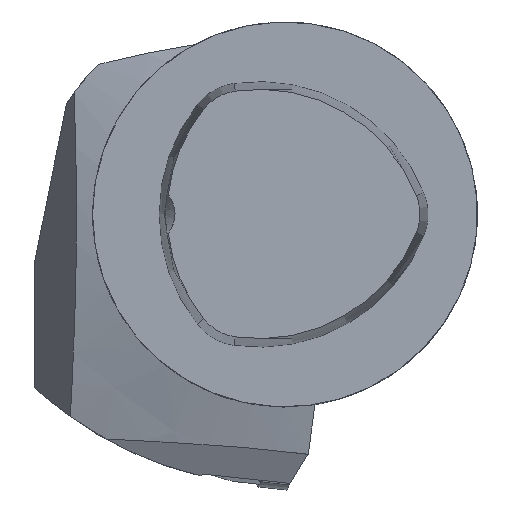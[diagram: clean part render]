
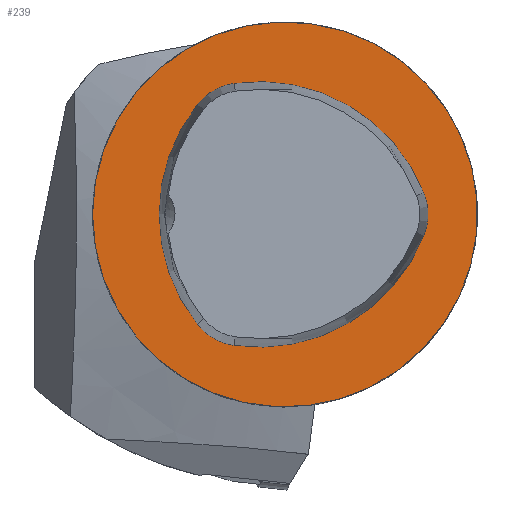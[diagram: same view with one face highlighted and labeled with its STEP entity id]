
A CAD part, top view. The second image highlights one B-rep face of the part: STEP entity #239.
In plain terms, the highlighted planar face has unit normal (0, 0, 1).
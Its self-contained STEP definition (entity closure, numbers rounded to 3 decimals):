
#162=PLANE('',#1646);
#239=ADVANCED_FACE('',(#344),#162,.T.);
#344=FACE_OUTER_BOUND('',#443,.T.);
#443=EDGE_LOOP('',(#826));
#530=CIRCLE('',#1626,31.5);
#826=ORIENTED_EDGE('',*,*,#1238,.T.);
#1066=VERTEX_POINT('',#2902);
#1238=EDGE_CURVE('',#1066,#1066,#530,.T.);
#1626=AXIS2_PLACEMENT_3D('',#2901,#1930,#1931);
#1646=AXIS2_PLACEMENT_3D('',#3037,#1978,#1979);
#1930=DIRECTION('',(0.,0.,1.));
#1931=DIRECTION('',(-1.,0.,0.));
#1978=DIRECTION('',(0.,0.,1.));
#1979=DIRECTION('',(-1.,0.,0.));
#2901=CARTESIAN_POINT('',(0.,0.,0.));
#2902=CARTESIAN_POINT('',(-31.5,0.,0.));
#3037=CARTESIAN_POINT('',(0.,-31.5,0.));
